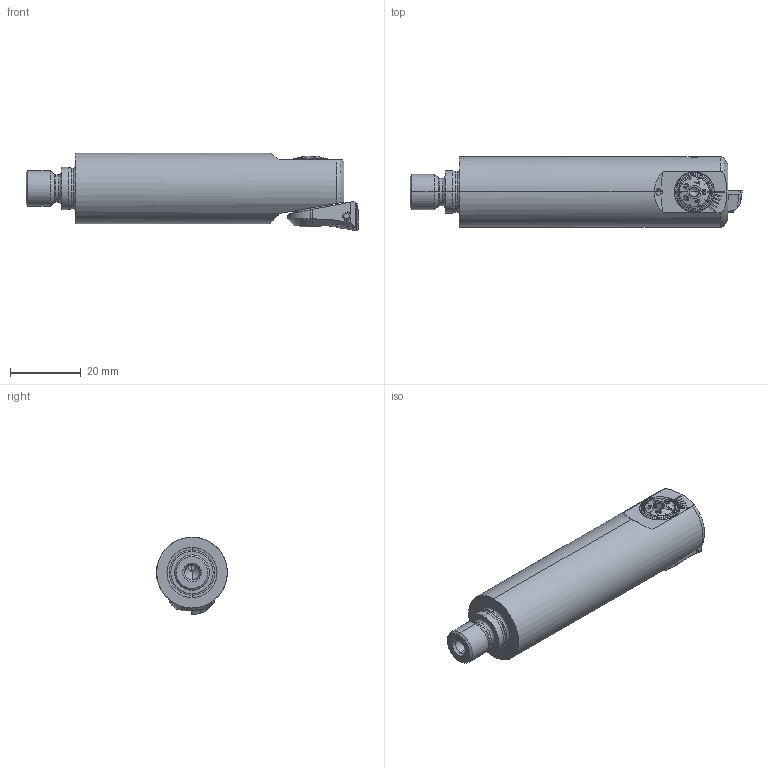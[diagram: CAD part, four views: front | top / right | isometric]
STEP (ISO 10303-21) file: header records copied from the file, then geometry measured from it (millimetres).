
FILE_DESCRIPTION (( 'STEP AP203' ), '1' );
FILE_NAME ('C00.020.024.080.STEP', '2018-03-06T13:26:43', ( 'SWIAdmin' ), ( 'Hewlett-Packard Company' ), 'SwSTEP 2.0', 'SolidWorks 2017', '' );
FILE_SCHEMA (( 'CONFIG_CONTROL_DESIGN' ));
Length unit declared in the file: millimetre
Products named in the file (18): F20; F20-BG3.003.005_A; F20-WCA.001.005_D_fertigbearbeitet; F20-BG1.001.011_A; F20-BG2.001.000_B; CCMT060204; F20-BG4.001.000_mit Aufsatz; WCA-ER2.001.006_A; DIN 3771 - 9x1; F20-WCA.001.005; ISO 8744-1.5x5; F20-ER1.101.006_A; ISO 4026 - M4 x 3; C00.020.024.080; HP1-F20.K10.080_A; F20-BG3.002.011_A
Assembly tree (17 placements, depth 3):
  C00.020.024.080
    HP1-F20.K10.080_A
    F20
      F20-BG3.002.011_A
      F20-BG3.003.005_A
      F20-BG1.001.011_A
      F20-BG2.001.000_B
      F20-BG4.001.000_mit Aufsatz
      DIN 3771 - 9x1
      ISO 8744-1.5x5
      ISO 4026 - M4 x 3
      ISO 8744-1.5x5
      ISO 8744-1.5x5
    F20-WCA.001.005
      F20-WCA.001.005_D_fertigbearbeitet
      CCMT060204
      WCA-ER2.001.006_A
    F20-ER1.101.006_A
Bounding box: 94 x 20 x 21.95 mm (x, y, z)
Volume: 23477.4 mm3; surface area: 10226.7 mm2
Topology: 15 solids, 15 shells, 756 faces, 1996 edges, 1272 vertices
Faces by surface type: plane 336, cone 170, cylinder 142, bspline 48, torus 42, sphere 18
Entity records: 27974 total; most frequent: CARTESIAN_POINT 8349, ORIENTED_EDGE 3960, DIRECTION 3392, EDGE_CURVE 1980, AXIS2_PLACEMENT_3D 1318, VERTEX_POINT 1272, EDGE_LOOP 802, VECTOR 756
